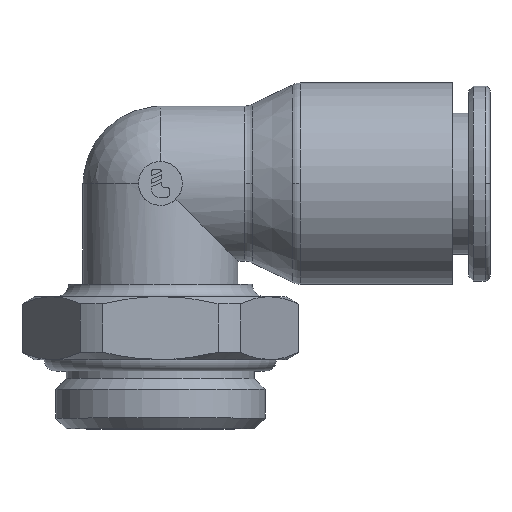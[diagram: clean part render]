
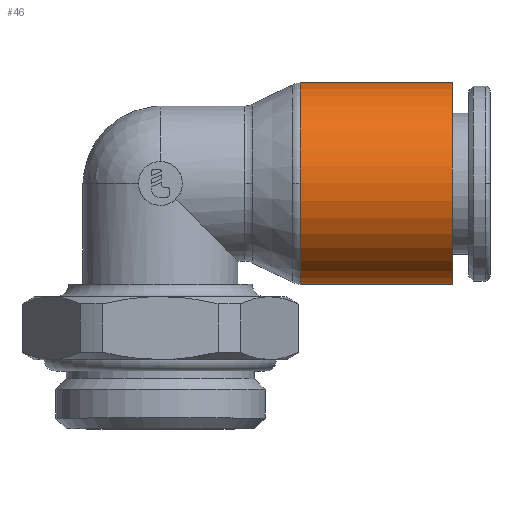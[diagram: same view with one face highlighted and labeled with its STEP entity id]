
A CAD part, top view. The second image highlights one B-rep face of the part: STEP entity #46.
In plain terms, the highlighted cylindrical face has radius 8 mm (diameter 16 mm), a partial arc.
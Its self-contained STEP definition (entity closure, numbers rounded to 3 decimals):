
#46=ADVANCED_FACE('',(#151),#152,.T.);
#151=FACE_OUTER_BOUND('',#370,.T.);
#152=CYLINDRICAL_SURFACE('',#371,8.0);
#370=EDGE_LOOP('',(#589,#590,#591,#592,#593));
#371=AXIS2_PLACEMENT_3D('',#594,#595,#596);
#589=ORIENTED_EDGE('',*,*,#1405,.F.);
#590=ORIENTED_EDGE('',*,*,#1406,.T.);
#591=ORIENTED_EDGE('',*,*,#1407,.T.);
#592=ORIENTED_EDGE('',*,*,#1408,.F.);
#593=ORIENTED_EDGE('',*,*,#1409,.F.);
#594=CARTESIAN_POINT('',(-6.05,0.0,0.0));
#595=DIRECTION('',(1.0,0.0,0.0));
#596=DIRECTION('',(0.0,1.0,0.0));
#1405=EDGE_CURVE('',#1657,#1658,#1659,.T.);
#1406=EDGE_CURVE('',#1657,#1660,#1661,.T.);
#1407=EDGE_CURVE('',#1660,#1662,#1663,.T.);
#1408=EDGE_CURVE('',#1664,#1662,#1665,.T.);
#1409=EDGE_CURVE('',#1658,#1664,#1666,.T.);
#1657=VERTEX_POINT('',#2068);
#1658=VERTEX_POINT('',#2069);
#1659=LINE('',#2070,#2071);
#1660=VERTEX_POINT('',#2072);
#1661=CIRCLE('',#2073,8.0);
#1662=VERTEX_POINT('',#2074);
#1663=CIRCLE('',#2075,8.0);
#1664=VERTEX_POINT('',#2076);
#1665=LINE('',#2077,#2078);
#1666=CIRCLE('',#2079,8.0);
#2068=CARTESIAN_POINT('',(-12.1,8.0,0.0));
#2069=CARTESIAN_POINT('',(0.,8.0,0.0));
#2070=CARTESIAN_POINT('',(-6.05,8.0,0.));
#2071=VECTOR('',#3064,1.0);
#2072=CARTESIAN_POINT('',(-12.1,0.,8.0));
#2073=AXIS2_PLACEMENT_3D('',#3065,#3066,#3067);
#2074=CARTESIAN_POINT('',(-12.1,-8.0,0.));
#2075=AXIS2_PLACEMENT_3D('',#3068,#3069,#3070);
#2076=CARTESIAN_POINT('',(0.,-8.0,0.));
#2077=CARTESIAN_POINT('',(-6.05,-8.0,0.));
#2078=VECTOR('',#3071,1.0);
#2079=AXIS2_PLACEMENT_3D('',#3072,#3073,#3074);
#3064=DIRECTION('',(1.0,0.0,0.0));
#3065=CARTESIAN_POINT('',(-12.1,0.0,0.0));
#3066=DIRECTION('',(1.0,0.0,0.0));
#3067=DIRECTION('',(0.0,1.0,0.0));
#3068=CARTESIAN_POINT('',(-12.1,0.0,0.0));
#3069=DIRECTION('',(1.0,0.0,0.0));
#3070=DIRECTION('',(0.0,1.0,0.0));
#3071=DIRECTION('',(-1.0,-0.0,-0.0));
#3072=CARTESIAN_POINT('',(0.,0.0,0.0));
#3073=DIRECTION('',(1.0,0.0,0.0));
#3074=DIRECTION('',(0.0,1.0,0.0));
